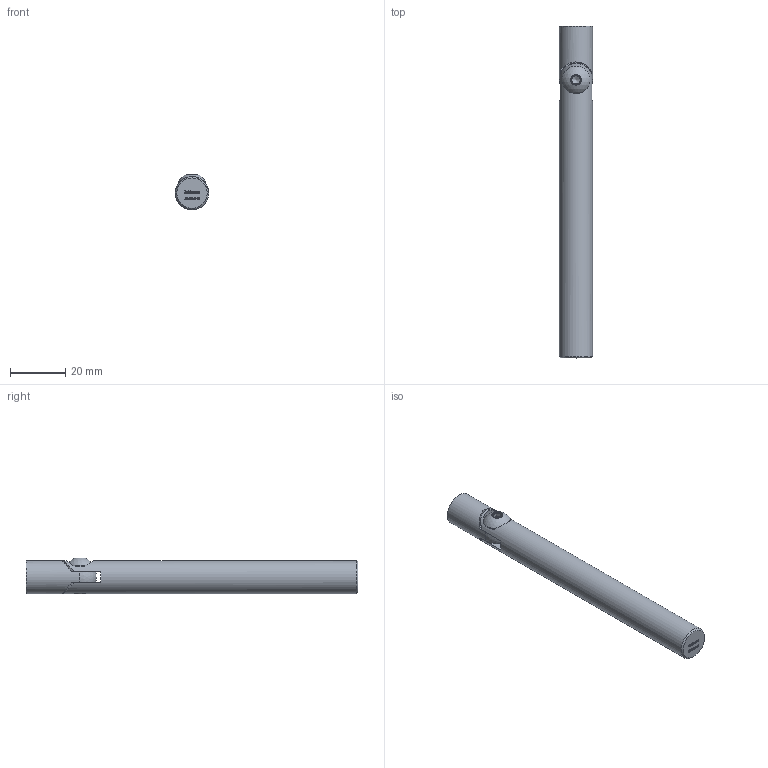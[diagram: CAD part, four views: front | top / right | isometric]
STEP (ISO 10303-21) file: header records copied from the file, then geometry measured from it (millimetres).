
FILE_DESCRIPTION (( 'STEP AP203' ), '1' );
FILE_NAME ('50476-240.STEP', '2020-03-23T13:30:21', ( '' ), ( '' ), 'SwSTEP 2.0', 'SolidWorks 2015', '' );
FILE_SCHEMA (( 'CONFIG_CONTROL_DESIGN' ));
Length unit declared in the file: millimetre
Products named in the file (8): ISO 7380 M5x10_ISO 7380 M5x10; 50476-240 Teil1; 50476-240 Teil2_50476-240 Teil4; ISO 7380 M5x10; 50476-240; 50476-240 Teil1_50476-240 Teil3; 50476-240 Teil2
Assembly tree (5 placements, depth 2):
  50476-240
    50476-240 Teil1
    ISO 7380 M5x10
  50476-240
    50476-240 Teil1_50476-240 Teil3
    50476-240 Teil2_50476-240 Teil4
    ISO 7380 M5x10_ISO 7380 M5x10
  50476-240 Teil2
Bounding box: 12 x 120 x 12.8 mm (x, y, z)
Volume: 13023.5 mm3; surface area: 5982.1 mm2
Topology: 3 solids, 3 shells, 264 faces, 680 edges, 452 vertices
Faces by surface type: plane 148, bspline 89, cylinder 14, cone 11, sphere 2
Full cylindrical faces by diameter (mm): 4.019 x1, 4.2 x1, 5 x1, 5.5 x2, 10 x1, 12 x2
Entity records: 14258 total; most frequent: CARTESIAN_POINT 7756, ORIENTED_EDGE 1310, DIRECTION 872, EDGE_CURVE 655, VERTEX_POINT 439, LINE 428, VECTOR 428, EDGE_LOOP 312
